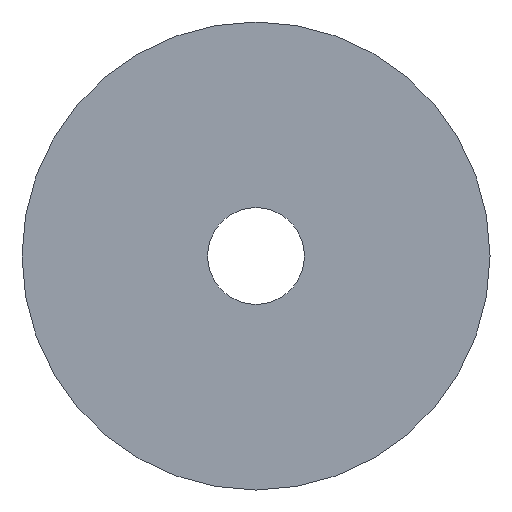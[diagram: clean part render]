
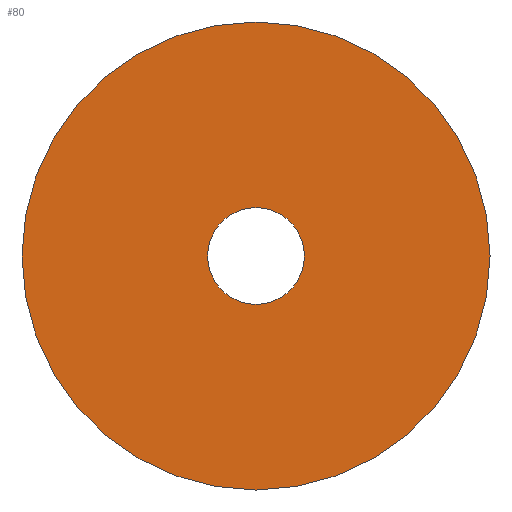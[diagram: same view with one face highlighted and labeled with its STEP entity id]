
A CAD part, front view. The second image highlights one B-rep face of the part: STEP entity #80.
In plain terms, the highlighted planar face has unit normal (0, -1, 0).
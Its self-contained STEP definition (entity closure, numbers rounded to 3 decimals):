
#23=FACE_BOUND('',#41,.T.);
#29=FACE_OUTER_BOUND('',#40,.T.);
#40=EDGE_LOOP('',(#70));
#41=EDGE_LOOP('',(#71));
#45=CIRCLE('',#89,1.5);
#47=CIRCLE('',#92,7.25);
#51=VERTEX_POINT('',#131);
#53=VERTEX_POINT('',#136);
#57=EDGE_CURVE('',#51,#51,#45,.T.);
#59=EDGE_CURVE('',#53,#53,#47,.T.);
#70=ORIENTED_EDGE('',*,*,#59,.T.);
#71=ORIENTED_EDGE('',*,*,#57,.T.);
#74=PLANE('',#94);
#80=ADVANCED_FACE('',(#29,#23),#74,.F.);
#89=AXIS2_PLACEMENT_3D('',#132,#109,#110);
#92=AXIS2_PLACEMENT_3D('',#137,#115,#116);
#94=AXIS2_PLACEMENT_3D('',#139,#119,#120);
#109=DIRECTION('center_axis',(0.,1.,0.));
#110=DIRECTION('ref_axis',(-1.,0.,0.));
#115=DIRECTION('center_axis',(0.,-1.,0.));
#116=DIRECTION('ref_axis',(1.,0.,0.));
#119=DIRECTION('center_axis',(0.,1.,0.));
#120=DIRECTION('ref_axis',(0.,0.,1.));
#131=CARTESIAN_POINT('',(-1.5,0.,0.));
#132=CARTESIAN_POINT('Origin',(0.,0.,0.));
#136=CARTESIAN_POINT('',(-7.25,0.,0.));
#137=CARTESIAN_POINT('Origin',(0.,0.,0.));
#139=CARTESIAN_POINT('Origin',(0.,0.,0.));
